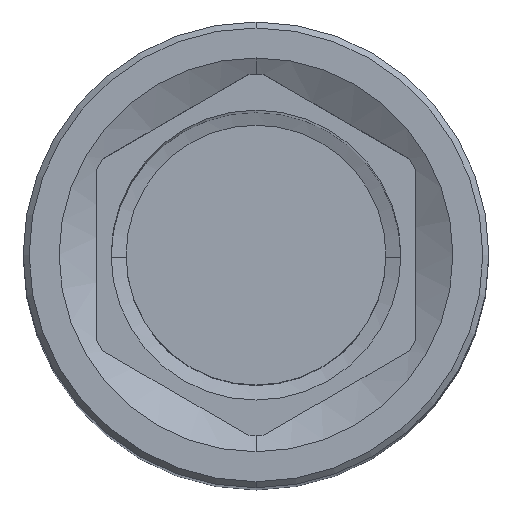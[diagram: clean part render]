
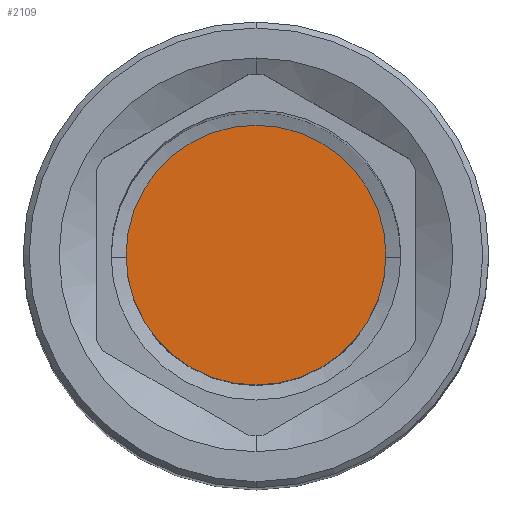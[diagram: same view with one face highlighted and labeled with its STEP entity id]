
A CAD part, top view. The second image highlights one B-rep face of the part: STEP entity #2109.
In plain terms, the highlighted planar face has unit normal (0, 0, 1).
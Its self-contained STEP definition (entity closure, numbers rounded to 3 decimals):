
#2042=CARTESIAN_POINT('',(0.,0.,72.5));
#2043=DIRECTION('',(0.,0.,1.));
#2044=DIRECTION('',(0.,1.,0.));
#2045=AXIS2_PLACEMENT_3D('',#2042,#2043,#2044);
#2047=CARTESIAN_POINT('',(0.,0.,72.5));
#2048=DIRECTION('',(0.,0.,-1.));
#2049=DIRECTION('',(0.,1.,0.));
#2050=AXIS2_PLACEMENT_3D('',#2047,#2048,#2049);
#2053=CARTESIAN_POINT('',(0.,6.5,72.5));
#2055=VERTEX_POINT('',#2053);
#2057=CARTESIAN_POINT('',(0.,-6.5,72.5));
#2059=VERTEX_POINT('',#2057);
#2100=CARTESIAN_POINT('',(0.,0.,72.5));
#2101=DIRECTION('',(0.,0.,-1.));
#2102=DIRECTION('',(0.,-1.,0.));
#2103=AXIS2_PLACEMENT_3D('',#2100,#2101,#2102);
#2104=PLANE('',#2103);
#2105=ORIENTED_EDGE('',*,*,#2079,.F.);
#2106=ORIENTED_EDGE('',*,*,#2095,.T.);
#2107=EDGE_LOOP('',(#2105,#2106));
#2108=FACE_OUTER_BOUND('',#2107,.F.);
#2109=ADVANCED_FACE('',(#2108),#2104,.F.);
#2046=CIRCLE('',#2045,6.5);
#2051=CIRCLE('',#2050,6.5);
#2079=EDGE_CURVE('',#2055,#2059,#2046,.T.);
#2095=EDGE_CURVE('',#2055,#2059,#2051,.T.);
